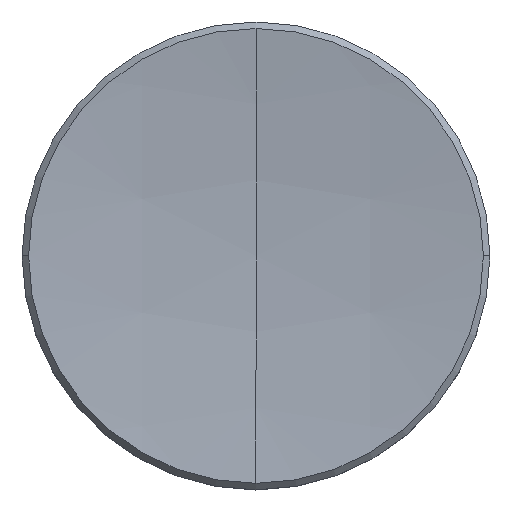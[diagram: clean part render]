
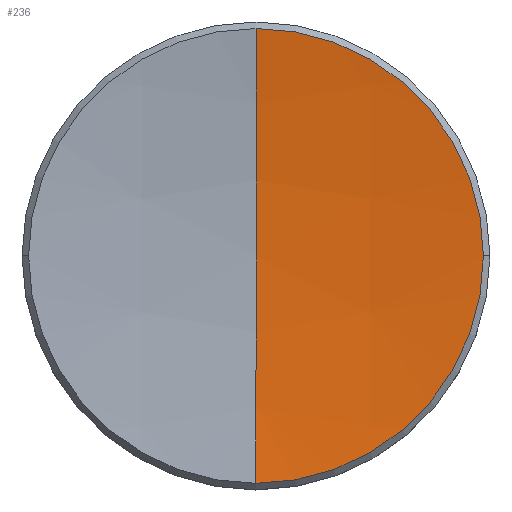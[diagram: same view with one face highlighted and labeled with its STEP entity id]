
A CAD part, top view. The second image highlights one B-rep face of the part: STEP entity #236.
In plain terms, the highlighted spherical face has radius 49.1 mm.
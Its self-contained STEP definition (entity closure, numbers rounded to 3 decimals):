
#3 = DIRECTION ( 'NONE',  ( 1., 0., 0. ) ) ;
#6 = VERTEX_POINT ( 'NONE', #164 ) ;
#8 = FACE_OUTER_BOUND ( 'NONE', #168, .T. ) ;
#10 = AXIS2_PLACEMENT_3D ( 'NONE', #118, #48, #163 ) ;
#12 = EDGE_CURVE ( 'NONE', #257, #267, #184, .T. ) ;
#19 = CARTESIAN_POINT ( 'NONE',  ( 0., -6.173, 6.377 ) ) ;
#31 = DIRECTION ( 'NONE',  ( 1., 0., 0. ) ) ;
#39 = DIRECTION ( 'NONE',  ( -1., 0., 0. ) ) ;
#42 = AXIS2_PLACEMENT_3D ( 'NONE', #146, #31, #121 ) ;
#48 = DIRECTION ( 'NONE',  ( 0., 0., 1. ) ) ;
#53 = VERTEX_POINT ( 'NONE', #67 ) ;
#67 = CARTESIAN_POINT ( 'NONE',  ( 6.173, 0., 6.377 ) ) ;
#71 = ORIENTED_EDGE ( 'NONE', *, *, #233, .F. ) ;
#75 = SPHERICAL_SURFACE ( 'NONE', #119, 49.1 ) ;
#78 = AXIS2_PLACEMENT_3D ( 'NONE', #91, #136, #3 ) ;
#82 = DIRECTION ( 'NONE',  ( 0., -1., 0. ) ) ;
#91 = CARTESIAN_POINT ( 'NONE',  ( 0., 0., 6.377 ) ) ;
#96 = CIRCLE ( 'NONE', #78, 6.173 ) ;
#99 = ORIENTED_EDGE ( 'NONE', *, *, #12, .T. ) ;
#107 = AXIS2_PLACEMENT_3D ( 'NONE', #109, #132, #82 ) ;
#109 = CARTESIAN_POINT ( 'NONE',  ( 0., 0., 55.088 ) ) ;
#118 = CARTESIAN_POINT ( 'NONE',  ( 0., 0., 6.377 ) ) ;
#119 = AXIS2_PLACEMENT_3D ( 'NONE', #173, #39, #240 ) ;
#121 = DIRECTION ( 'NONE',  ( 0., 0., -1. ) ) ;
#129 = EDGE_CURVE ( 'NONE', #53, #6, #263, .T. ) ;
#132 = DIRECTION ( 'NONE',  ( -1., 0., 0. ) ) ;
#135 = CARTESIAN_POINT ( 'NONE',  ( 0., 0., 5.988 ) ) ;
#136 = DIRECTION ( 'NONE',  ( 0., 0., 1. ) ) ;
#146 = CARTESIAN_POINT ( 'NONE',  ( 0., 0., 55.088 ) ) ;
#148 = ORIENTED_EDGE ( 'NONE', *, *, #151, .T. ) ;
#151 = EDGE_CURVE ( 'NONE', #267, #53, #96, .T. ) ;
#163 = DIRECTION ( 'NONE',  ( 1., 0., 0. ) ) ;
#164 = CARTESIAN_POINT ( 'NONE',  ( 0., 6.173, 6.377 ) ) ;
#168 = EDGE_LOOP ( 'NONE', ( #71, #99, #148, #228 ) ) ;
#173 = CARTESIAN_POINT ( 'NONE',  ( 0., 0., 55.088 ) ) ;
#184 = CIRCLE ( 'NONE', #107, 49.1 ) ;
#228 = ORIENTED_EDGE ( 'NONE', *, *, #129, .T. ) ;
#233 = EDGE_CURVE ( 'NONE', #257, #6, #259, .T. ) ;
#236 = ADVANCED_FACE ( 'NONE', ( #8 ), #75, .F. ) ;
#240 = DIRECTION ( 'NONE',  ( 0., 1., 0. ) ) ;
#257 = VERTEX_POINT ( 'NONE', #135 ) ;
#259 = CIRCLE ( 'NONE', #42, 49.1 ) ;
#263 = CIRCLE ( 'NONE', #10, 6.173 ) ;
#267 = VERTEX_POINT ( 'NONE', #19 ) ;
